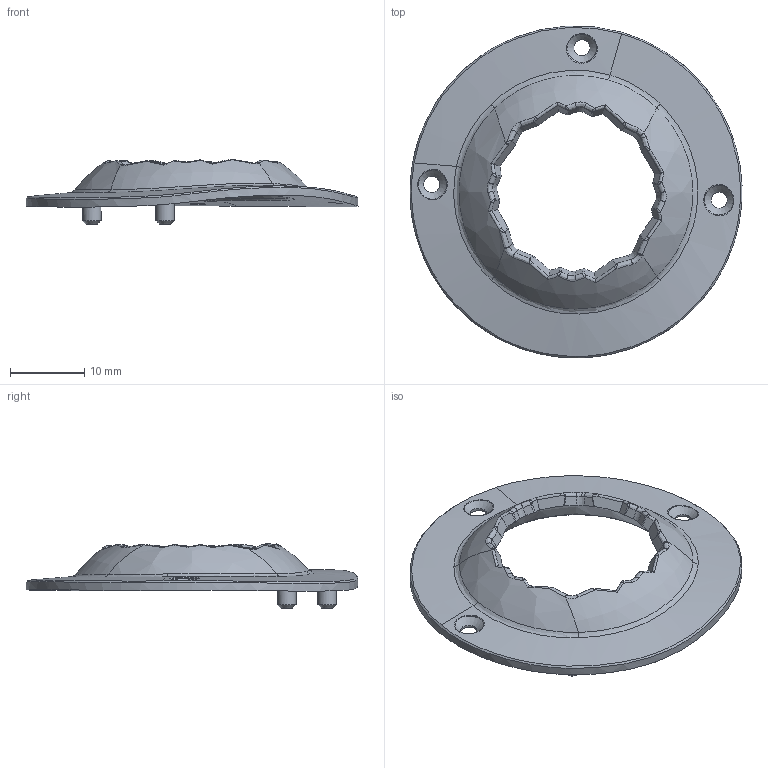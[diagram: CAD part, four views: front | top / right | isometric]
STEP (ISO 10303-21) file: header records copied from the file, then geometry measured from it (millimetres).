
FILE_DESCRIPTION(/* description */ (''),/* implementation_level */ '2;1');
FILE_NAME(/* name */ 'gateplate-fullwdff.step',/* time_stamp */ '2024-09-21T08:44:56+02:00',/* author */ (''),/* organization */ (''),/* preprocessor_version */ 'ST-DEVELOPER v20',/* originating_system */ 'Autodesk Translation Framework v13.20.0.188',/* authorisation */ '');
FILE_SCHEMA (('AUTOMOTIVE_DESIGN { 1 0 10303 214 3 1 1 }'));
Length unit declared in the file: millimetre
Products named in the file (1): OlympiaShellCollectionV2.1
Bounding box: 44.72 x 44.71 x 8.76 mm (x, y, z)
Volume: 2059.7 mm3; surface area: 2970.3 mm2
Topology: 1 solids, 1 shells, 160 faces, 602 edges, 444 vertices
Faces by surface type: bspline 128, plane 18, cylinder 9, cone 5
Full cylindrical faces by diameter (mm): 2.2 x3, 2.5 x2, 44.732 x1
Entity records: 16978 total; most frequent: CARTESIAN_POINT 12633, ORIENTED_EDGE 1204, EDGE_CURVE 602, DIRECTION 534, VERTEX_POINT 444, B_SPLINE_CURVE_WITH_KNOTS 340, AXIS2_PLACEMENT_3D 253, EDGE_LOOP 168
